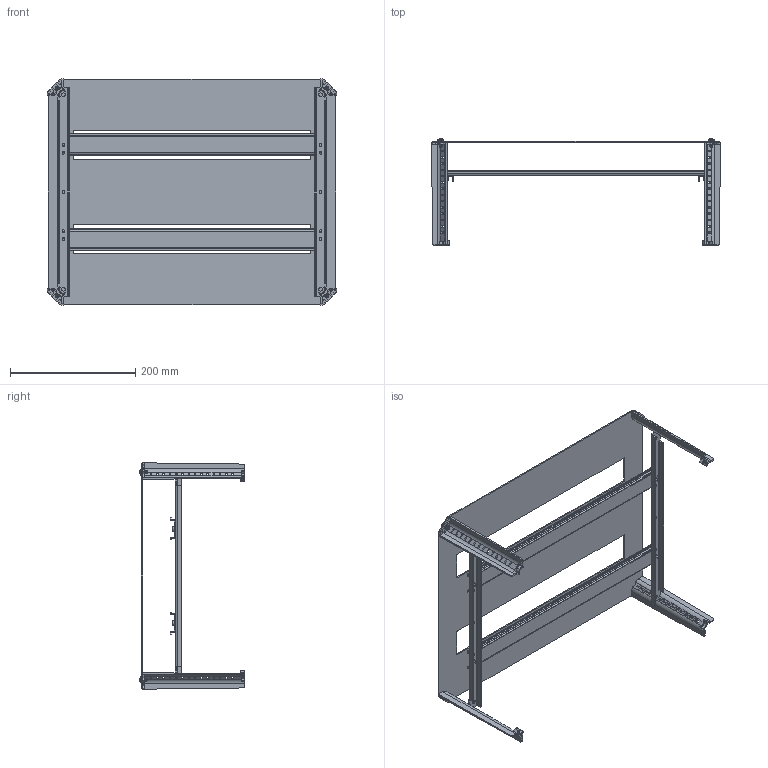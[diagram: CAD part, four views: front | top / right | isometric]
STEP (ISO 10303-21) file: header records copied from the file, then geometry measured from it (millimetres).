
FILE_DESCRIPTION (( 'STEP AP203' ), '1' );
FILE_NAME ('DRS ARCA 405021.STEP', '2022-05-30T12:21:26', ( '' ), ( '' ), 'SwSTEP 2.0', 'SolidWorks 2021', '' );
FILE_SCHEMA (( 'CONFIG_CONTROL_DESIGN' ));
Length unit declared in the file: millimetre
Products named in the file (7): FCX DIN Rail 500; M4x10 Thread forming PZ; DRS ARCA 405021; SB ARCA 40; FP 4050; CB ARCA 21; PT5x10
Assembly tree (17 placements, depth 2):
  DRS ARCA 405021
    M4x10 Thread forming PZ  x4
    CB ARCA 21  x4
    PT5x10  x4
    SB ARCA 40  x2
    FCX DIN Rail 500  x2
    FP 4050
Bounding box: 460.84 x 168.93 x 360.84 mm (x, y, z)
Volume: 430555.2 mm3; surface area: 453931.2 mm2
Topology: 17 solids, 17 shells, 2072 faces, 5822 edges, 3868 vertices
Faces by surface type: plane 1162, bspline 420, cone 264, cylinder 226
Entity records: 26743 total; most frequent: CARTESIAN_POINT 11411, ORIENTED_EDGE 3274, DIRECTION 2506, EDGE_CURVE 1637, VERTEX_POINT 1088, VECTOR 962, LINE 962, AXIS2_PLACEMENT_3D 772
